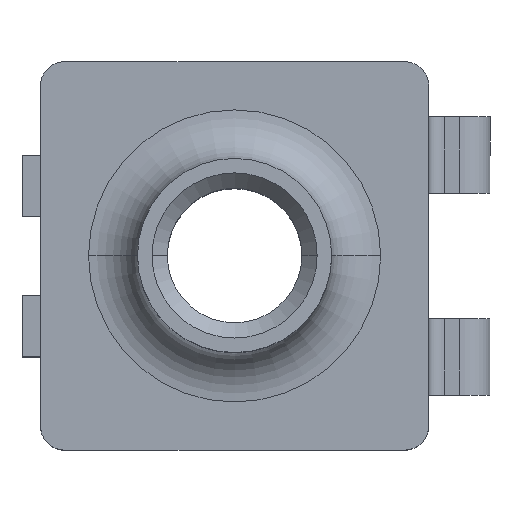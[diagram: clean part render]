
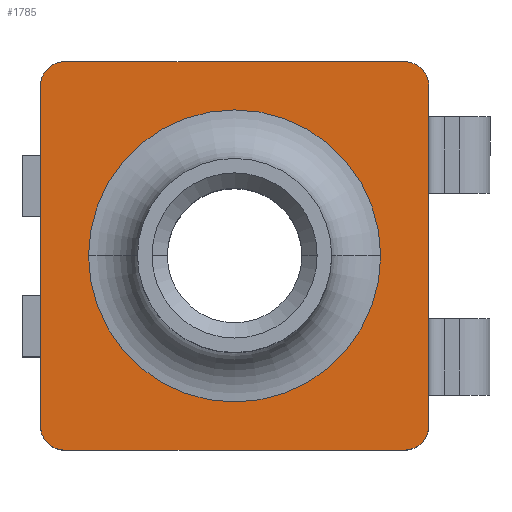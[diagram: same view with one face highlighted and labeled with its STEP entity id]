
A CAD part, top view. The second image highlights one B-rep face of the part: STEP entity #1785.
In plain terms, the highlighted planar face has unit normal (0, 0, 1).
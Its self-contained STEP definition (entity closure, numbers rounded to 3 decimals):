
#7 = EDGE_CURVE ( 'NONE', #1223, #1177, #561, .T. ) ;
#21 = CIRCLE ( 'NONE', #993, 4. ) ;
#109 = CARTESIAN_POINT ( 'NONE',  ( 0., 0., 0. ) ) ;
#114 = DIRECTION ( 'NONE',  ( 0., 0., 1. ) ) ;
#120 = ORIENTED_EDGE ( 'NONE', *, *, #287, .T. ) ;
#132 = DIRECTION ( 'NONE',  ( 0., 0., -1. ) ) ;
#147 = CARTESIAN_POINT ( 'NONE',  ( 0., 0., 0. ) ) ;
#158 = CIRCLE ( 'NONE', #472, 4. ) ;
#172 = ORIENTED_EDGE ( 'NONE', *, *, #1003, .F. ) ;
#193 = CARTESIAN_POINT ( 'NONE',  ( 0., -31.75, 0. ) ) ;
#240 = CARTESIAN_POINT ( 'NONE',  ( -23.875, 0., 0. ) ) ;
#285 = DIRECTION ( 'NONE',  ( -1., 0., 0. ) ) ;
#287 = EDGE_CURVE ( 'NONE', #1627, #770, #357, .T. ) ;
#325 = PLANE ( 'NONE',  #1763 ) ;
#333 = VECTOR ( 'NONE', #512, 1000. ) ;
#349 = ORIENTED_EDGE ( 'NONE', *, *, #566, .T. ) ;
#357 = CIRCLE ( 'NONE', #1653, 4. ) ;
#361 = EDGE_LOOP ( 'NONE', ( #1718, #120, #172, #1608, #905, #1436, #1064, #349 ) ) ;
#384 = LINE ( 'NONE', #1166, #1357 ) ;
#397 = DIRECTION ( 'NONE',  ( 0., 0., -1. ) ) ;
#449 = VERTEX_POINT ( 'NONE', #899 ) ;
#454 = DIRECTION ( 'NONE',  ( 0., -1., 0. ) ) ;
#463 = CARTESIAN_POINT ( 'NONE',  ( -27.75, 31.75, 0. ) ) ;
#472 = AXIS2_PLACEMENT_3D ( 'NONE', #1232, #1213, #1754 ) ;
#473 = DIRECTION ( 'NONE',  ( 0., -1., 0. ) ) ;
#495 = EDGE_CURVE ( 'NONE', #1223, #1218, #158, .T. ) ;
#506 = AXIS2_PLACEMENT_3D ( 'NONE', #109, #397, #1489 ) ;
#512 = DIRECTION ( 'NONE',  ( -1., 0., 0. ) ) ;
#514 = CIRCLE ( 'NONE', #1643, 23.875 ) ;
#523 = CARTESIAN_POINT ( 'NONE',  ( 0., 0., 0. ) ) ;
#554 = DIRECTION ( 'NONE',  ( -1., 0., 0. ) ) ;
#561 = LINE ( 'NONE', #1028, #789 ) ;
#565 = CARTESIAN_POINT ( 'NONE',  ( 0., 31.75, 0. ) ) ;
#566 = EDGE_CURVE ( 'NONE', #1482, #743, #1236, .T. ) ;
#583 = EDGE_LOOP ( 'NONE', ( #1503, #1780 ) ) ;
#611 = DIRECTION ( 'NONE',  ( -1., 0., 0. ) ) ;
#669 = EDGE_CURVE ( 'NONE', #449, #1177, #21, .T. ) ;
#705 = VERTEX_POINT ( 'NONE', #240 ) ;
#734 = DIRECTION ( 'NONE',  ( 0., 0., 1. ) ) ;
#743 = VERTEX_POINT ( 'NONE', #1056 ) ;
#770 = VERTEX_POINT ( 'NONE', #802 ) ;
#779 = DIRECTION ( 'NONE',  ( -1., 0., 0. ) ) ;
#784 = CARTESIAN_POINT ( 'NONE',  ( 27.75, -27.75, 0. ) ) ;
#789 = VECTOR ( 'NONE', #473, 1000. ) ;
#802 = CARTESIAN_POINT ( 'NONE',  ( -27.75, -31.75, 0. ) ) ;
#818 = FACE_BOUND ( 'NONE', #583, .T. ) ;
#899 = CARTESIAN_POINT ( 'NONE',  ( 27.75, -31.75, 0. ) ) ;
#905 = ORIENTED_EDGE ( 'NONE', *, *, #7, .F. ) ;
#913 = EDGE_CURVE ( 'NONE', #1218, #1482, #1209, .T. ) ;
#949 = CARTESIAN_POINT ( 'NONE',  ( -27.75, 27.75, 0. ) ) ;
#960 = VERTEX_POINT ( 'NONE', #1528 ) ;
#993 = AXIS2_PLACEMENT_3D ( 'NONE', #784, #1734, #779 ) ;
#1003 = EDGE_CURVE ( 'NONE', #449, #770, #1138, .T. ) ;
#1028 = CARTESIAN_POINT ( 'NONE',  ( 31.75, 0., 0. ) ) ;
#1056 = CARTESIAN_POINT ( 'NONE',  ( -31.75, 27.75, 0. ) ) ;
#1064 = ORIENTED_EDGE ( 'NONE', *, *, #913, .T. ) ;
#1098 = CARTESIAN_POINT ( 'NONE',  ( 31.75, -27.75, 0. ) ) ;
#1103 = FACE_OUTER_BOUND ( 'NONE', #361, .T. ) ;
#1123 = AXIS2_PLACEMENT_3D ( 'NONE', #949, #114, #1609 ) ;
#1138 = LINE ( 'NONE', #193, #333 ) ;
#1159 = DIRECTION ( 'NONE',  ( 0., 0., -1. ) ) ;
#1166 = CARTESIAN_POINT ( 'NONE',  ( -31.75, 0., 0. ) ) ;
#1177 = VERTEX_POINT ( 'NONE', #1098 ) ;
#1209 = LINE ( 'NONE', #565, #1383 ) ;
#1213 = DIRECTION ( 'NONE',  ( 0., 0., 1. ) ) ;
#1218 = VERTEX_POINT ( 'NONE', #1649 ) ;
#1223 = VERTEX_POINT ( 'NONE', #1379 ) ;
#1232 = CARTESIAN_POINT ( 'NONE',  ( 27.75, 27.75, 0. ) ) ;
#1236 = CIRCLE ( 'NONE', #1123, 4. ) ;
#1241 = EDGE_CURVE ( 'NONE', #705, #960, #514, .T. ) ;
#1357 = VECTOR ( 'NONE', #454, 1000. ) ;
#1379 = CARTESIAN_POINT ( 'NONE',  ( 31.75, 27.75, 0. ) ) ;
#1383 = VECTOR ( 'NONE', #285, 1000. ) ;
#1436 = ORIENTED_EDGE ( 'NONE', *, *, #495, .T. ) ;
#1441 = EDGE_CURVE ( 'NONE', #743, #1627, #384, .T. ) ;
#1460 = CARTESIAN_POINT ( 'NONE',  ( -31.75, -27.75, 0. ) ) ;
#1482 = VERTEX_POINT ( 'NONE', #463 ) ;
#1489 = DIRECTION ( 'NONE',  ( -1., 0., 0. ) ) ;
#1503 = ORIENTED_EDGE ( 'NONE', *, *, #1241, .T. ) ;
#1528 = CARTESIAN_POINT ( 'NONE',  ( 23.875, 0., 0. ) ) ;
#1547 = DIRECTION ( 'NONE',  ( -1., 0., 0. ) ) ;
#1556 = CARTESIAN_POINT ( 'NONE',  ( -27.75, -27.75, 0. ) ) ;
#1608 = ORIENTED_EDGE ( 'NONE', *, *, #669, .T. ) ;
#1609 = DIRECTION ( 'NONE',  ( -1., 0., 0. ) ) ;
#1627 = VERTEX_POINT ( 'NONE', #1460 ) ;
#1643 = AXIS2_PLACEMENT_3D ( 'NONE', #147, #132, #554 ) ;
#1649 = CARTESIAN_POINT ( 'NONE',  ( 27.75, 31.75, 0. ) ) ;
#1653 = AXIS2_PLACEMENT_3D ( 'NONE', #1556, #734, #611 ) ;
#1682 = CIRCLE ( 'NONE', #506, 23.875 ) ;
#1718 = ORIENTED_EDGE ( 'NONE', *, *, #1441, .T. ) ;
#1734 = DIRECTION ( 'NONE',  ( 0., 0., 1. ) ) ;
#1754 = DIRECTION ( 'NONE',  ( -1., 0., 0. ) ) ;
#1763 = AXIS2_PLACEMENT_3D ( 'NONE', #523, #1159, #1547 ) ;
#1780 = ORIENTED_EDGE ( 'NONE', *, *, #1781, .T. ) ;
#1781 = EDGE_CURVE ( 'NONE', #960, #705, #1682, .T. ) ;
#1785 = ADVANCED_FACE ( 'NONE', ( #818, #1103 ), #325, .F. ) ;
